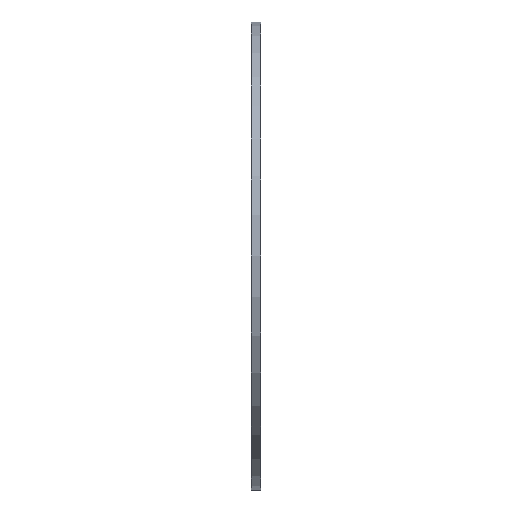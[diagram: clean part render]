
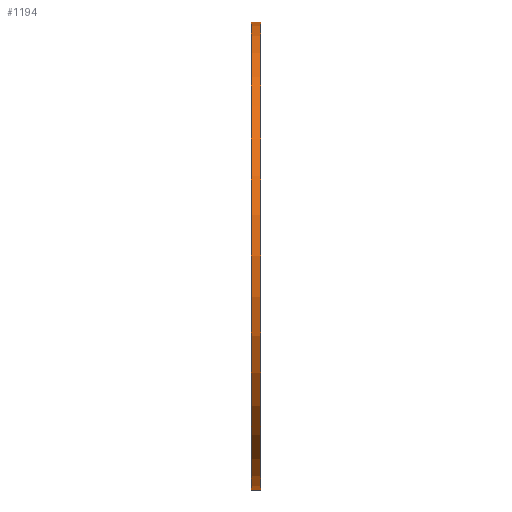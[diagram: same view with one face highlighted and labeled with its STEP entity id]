
A CAD part, front view. The second image highlights one B-rep face of the part: STEP entity #1194.
In plain terms, the highlighted cylindrical face has radius 701.675 mm (diameter 1403.35 mm), a partial arc.
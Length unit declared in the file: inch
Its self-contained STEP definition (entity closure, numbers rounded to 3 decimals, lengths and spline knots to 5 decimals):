
#11 = CARTESIAN_POINT ( 'NONE',  ( 0.0625, 0., -27.625 ) ) ;
#64 = CARTESIAN_POINT ( 'NONE',  ( 0.0625, 0., 27.625 ) ) ;
#103 = DIRECTION ( 'NONE',  ( 0., 0., 1. ) ) ;
#120 = CARTESIAN_POINT ( 'NONE',  ( 0.0625, 0., 0. ) ) ;
#201 = CIRCLE ( 'NONE', #1391, 27.625 ) ;
#213 = FACE_OUTER_BOUND ( 'NONE', #416, .T. ) ;
#390 = ORIENTED_EDGE ( 'NONE', *, *, #1130, .T. ) ;
#413 = CIRCLE ( 'NONE', #1496, 27.625 ) ;
#416 = EDGE_LOOP ( 'NONE', ( #967, #540, #390, #827 ) ) ;
#494 = VERTEX_POINT ( 'NONE', #676 ) ;
#540 = ORIENTED_EDGE ( 'NONE', *, *, #1125, .T. ) ;
#589 = VERTEX_POINT ( 'NONE', #11 ) ;
#599 = DIRECTION ( 'NONE',  ( -1., 0., 0. ) ) ;
#613 = LINE ( 'NONE', #1520, #716 ) ;
#627 = EDGE_CURVE ( 'NONE', #589, #1034, #413, .T. ) ;
#632 = DIRECTION ( 'NONE',  ( -1., 0., 0. ) ) ;
#634 = DIRECTION ( 'NONE',  ( -1., 0., 0. ) ) ;
#660 = AXIS2_PLACEMENT_3D ( 'NONE', #733, #599, #1132 ) ;
#676 = CARTESIAN_POINT ( 'NONE',  ( 1.1875, 0., 27.625 ) ) ;
#716 = VECTOR ( 'NONE', #634, 39.37008 ) ;
#733 = CARTESIAN_POINT ( 'NONE',  ( 0., 0., 0. ) ) ;
#734 = CARTESIAN_POINT ( 'NONE',  ( 1.1875, 0., 0. ) ) ;
#759 = LINE ( 'NONE', #893, #1196 ) ;
#768 = EDGE_CURVE ( 'NONE', #824, #589, #759, .T. ) ;
#824 = VERTEX_POINT ( 'NONE', #885 ) ;
#827 = ORIENTED_EDGE ( 'NONE', *, *, #627, .F. ) ;
#879 = CYLINDRICAL_SURFACE ( 'NONE', #660, 27.625 ) ;
#885 = CARTESIAN_POINT ( 'NONE',  ( 1.1875, 0., -27.625 ) ) ;
#893 = CARTESIAN_POINT ( 'NONE',  ( 0., 0., -27.625 ) ) ;
#967 = ORIENTED_EDGE ( 'NONE', *, *, #768, .F. ) ;
#1034 = VERTEX_POINT ( 'NONE', #64 ) ;
#1125 = EDGE_CURVE ( 'NONE', #824, #494, #201, .T. ) ;
#1130 = EDGE_CURVE ( 'NONE', #494, #1034, #613, .T. ) ;
#1132 = DIRECTION ( 'NONE',  ( 0., 0., 1. ) ) ;
#1149 = DIRECTION ( 'NONE',  ( 0., 0., 1. ) ) ;
#1194 = ADVANCED_FACE ( 'NONE', ( #213 ), #879, .T. ) ;
#1196 = VECTOR ( 'NONE', #1525, 39.37008 ) ;
#1273 = DIRECTION ( 'NONE',  ( -1., 0., 0. ) ) ;
#1391 = AXIS2_PLACEMENT_3D ( 'NONE', #734, #1273, #103 ) ;
#1496 = AXIS2_PLACEMENT_3D ( 'NONE', #120, #632, #1149 ) ;
#1520 = CARTESIAN_POINT ( 'NONE',  ( 0., 0., 27.625 ) ) ;
#1525 = DIRECTION ( 'NONE',  ( -1., 0., 0. ) ) ;
